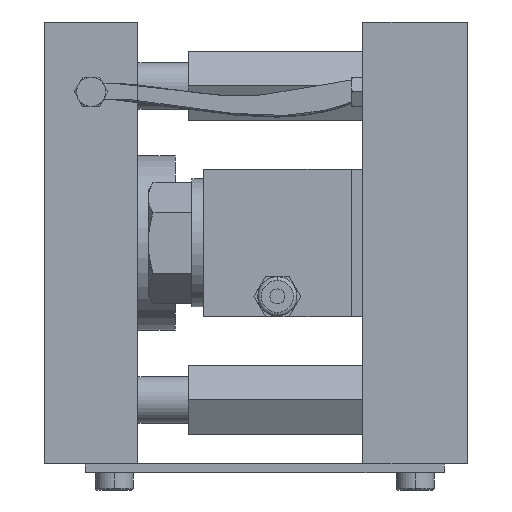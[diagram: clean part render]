
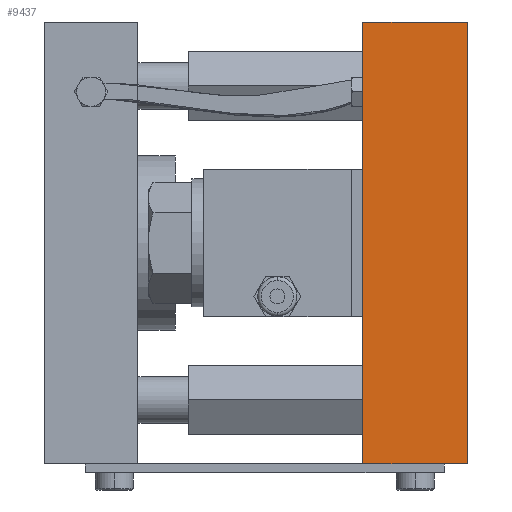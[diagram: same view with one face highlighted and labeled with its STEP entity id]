
A CAD part, left-side view. The second image highlights one B-rep face of the part: STEP entity #9437.
In plain terms, the highlighted planar face has unit normal (-1, 0, 0).
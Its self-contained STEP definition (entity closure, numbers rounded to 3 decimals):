
#977 = AXIS2_PLACEMENT_3D ( 'NONE', #1004, #8991, #6143 ) ;
#1004 = CARTESIAN_POINT ( 'NONE',  ( -159., 36., 76. ) ) ;
#1018 = DIRECTION ( 'NONE',  ( 0., -1., 0. ) ) ;
#1314 = CARTESIAN_POINT ( 'NONE',  ( -159., 36., 76. ) ) ;
#1587 = CARTESIAN_POINT ( 'NONE',  ( -159., 0., 76. ) ) ;
#1944 = FACE_OUTER_BOUND ( 'NONE', #7330, .T. ) ;
#2143 = EDGE_CURVE ( 'NONE', #4556, #4365, #7999, .T. ) ;
#2238 = CARTESIAN_POINT ( 'NONE',  ( -159., 36., -76. ) ) ;
#3013 = VECTOR ( 'NONE', #4894, 1000. ) ;
#3224 = CARTESIAN_POINT ( 'NONE',  ( -159., 36., 76. ) ) ;
#3414 = CARTESIAN_POINT ( 'NONE',  ( -159., 0., 76. ) ) ;
#4267 = DIRECTION ( 'NONE',  ( 0., 0., 1. ) ) ;
#4365 = VERTEX_POINT ( 'NONE', #3224 ) ;
#4454 = VECTOR ( 'NONE', #4267, 1000. ) ;
#4556 = VERTEX_POINT ( 'NONE', #2238 ) ;
#4894 = DIRECTION ( 'NONE',  ( 0., -1., 0. ) ) ;
#4898 = EDGE_CURVE ( 'NONE', #4556, #7905, #4991, .T. ) ;
#4991 = LINE ( 'NONE', #5624, #3013 ) ;
#5025 = VERTEX_POINT ( 'NONE', #1587 ) ;
#5205 = ORIENTED_EDGE ( 'NONE', *, *, #6905, .F. ) ;
#5329 = CARTESIAN_POINT ( 'NONE',  ( -159., 36., 76. ) ) ;
#5624 = CARTESIAN_POINT ( 'NONE',  ( -159., 36., -76. ) ) ;
#5869 = ORIENTED_EDGE ( 'NONE', *, *, #4898, .T. ) ;
#5978 = ORIENTED_EDGE ( 'NONE', *, *, #2143, .F. ) ;
#6096 = PLANE ( 'NONE',  #977 ) ;
#6112 = LINE ( 'NONE', #5329, #8097 ) ;
#6143 = DIRECTION ( 'NONE',  ( 0., 0., -1. ) ) ;
#6862 = ORIENTED_EDGE ( 'NONE', *, *, #9144, .T. ) ;
#6905 = EDGE_CURVE ( 'NONE', #4365, #5025, #6112, .T. ) ;
#7066 = DIRECTION ( 'NONE',  ( 0., 0., 1. ) ) ;
#7166 = LINE ( 'NONE', #3414, #8701 ) ;
#7330 = EDGE_LOOP ( 'NONE', ( #6862, #5205, #5978, #5869 ) ) ;
#7905 = VERTEX_POINT ( 'NONE', #8722 ) ;
#7999 = LINE ( 'NONE', #1314, #4454 ) ;
#8097 = VECTOR ( 'NONE', #1018, 1000. ) ;
#8701 = VECTOR ( 'NONE', #7066, 1000. ) ;
#8722 = CARTESIAN_POINT ( 'NONE',  ( -159., 0., -76. ) ) ;
#8991 = DIRECTION ( 'NONE',  ( 1., 0., 0. ) ) ;
#9144 = EDGE_CURVE ( 'NONE', #7905, #5025, #7166, .T. ) ;
#9437 = ADVANCED_FACE ( 'NONE', ( #1944 ), #6096, .F. ) ;
